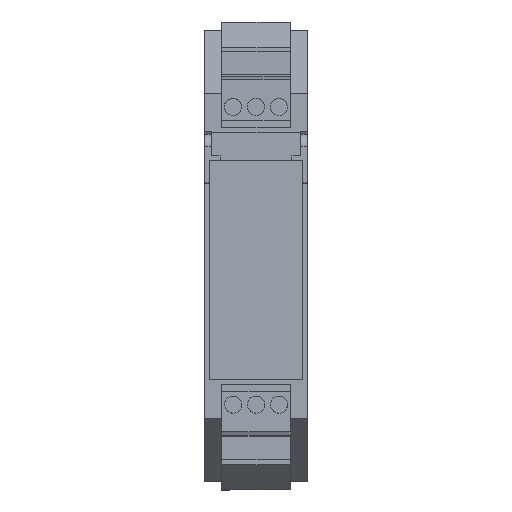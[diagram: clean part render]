
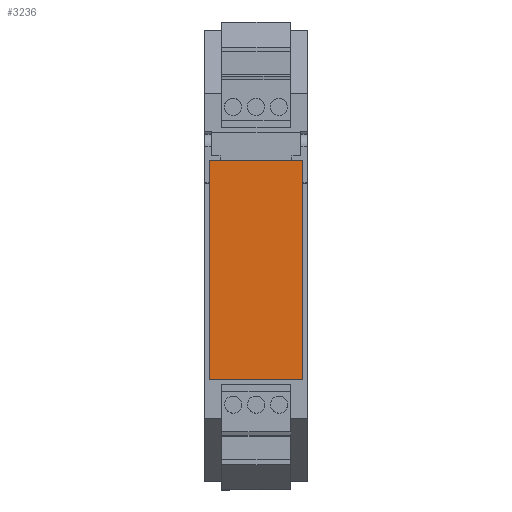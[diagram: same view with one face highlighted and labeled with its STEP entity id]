
A CAD part, top view. The second image highlights one B-rep face of the part: STEP entity #3236.
In plain terms, the highlighted planar face has unit normal (0, 0, 1).
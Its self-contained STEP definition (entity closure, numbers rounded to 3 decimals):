
#3200=AXIS2_PLACEMENT_3D('Plane Axis2P3D',#3197,#3198,#3199) ;
#3197=CARTESIAN_POINT('Axis2P3D Location',(-22.,-1.95,112.325)) ;
#3202=CARTESIAN_POINT('Line Origine',(1.2,48.65,112.325)) ;
#3206=CARTESIAN_POINT('Vertex',(1.2,72.9,112.325)) ;
#3208=CARTESIAN_POINT('Vertex',(1.2,24.4,112.325)) ;
#3211=CARTESIAN_POINT('Line Origine',(11.5,24.4,112.325)) ;
#3215=CARTESIAN_POINT('Vertex',(21.8,24.4,112.325)) ;
#3218=CARTESIAN_POINT('Line Origine',(21.8,48.65,112.325)) ;
#3222=CARTESIAN_POINT('Vertex',(21.8,72.9,112.325)) ;
#3225=CARTESIAN_POINT('Line Origine',(11.5,72.9,112.325)) ;
#3198=DIRECTION('Axis2P3D Direction',(0.,0.,1.)) ;
#3199=DIRECTION('Axis2P3D XDirection',(1.,0.,0.)) ;
#3203=DIRECTION('Vector Direction',(0.,-1.,0.)) ;
#3212=DIRECTION('Vector Direction',(-1.,0.,0.)) ;
#3219=DIRECTION('Vector Direction',(0.,1.,0.)) ;
#3226=DIRECTION('Vector Direction',(1.,0.,0.)) ;
#3204=VECTOR('Line Direction',#3203,1.) ;
#3213=VECTOR('Line Direction',#3212,1.) ;
#3220=VECTOR('Line Direction',#3219,1.) ;
#3227=VECTOR('Line Direction',#3226,1.) ;
#3231=ORIENTED_EDGE('',*,*,#3210,.T.) ;
#3232=ORIENTED_EDGE('',*,*,#3217,.T.) ;
#3233=ORIENTED_EDGE('',*,*,#3224,.T.) ;
#3234=ORIENTED_EDGE('',*,*,#3229,.T.) ;
#3236=ADVANCED_FACE('KOPFPLATTE',(#3235),#3201,.T.) ;
#3210=EDGE_CURVE('',#3207,#3209,#3205,.T.) ;
#3217=EDGE_CURVE('',#3209,#3216,#3214,.F.) ;
#3224=EDGE_CURVE('',#3216,#3223,#3221,.T.) ;
#3229=EDGE_CURVE('',#3223,#3207,#3228,.F.) ;
#3230=EDGE_LOOP('',(#3231,#3232,#3233,#3234)) ;
#3235=FACE_OUTER_BOUND('',#3230,.T.) ;
#3205=LINE('Line',#3202,#3204) ;
#3214=LINE('Line',#3211,#3213) ;
#3221=LINE('Line',#3218,#3220) ;
#3228=LINE('Line',#3225,#3227) ;
#3201=PLANE('',#3200) ;
#3207=VERTEX_POINT('',#3206) ;
#3209=VERTEX_POINT('',#3208) ;
#3216=VERTEX_POINT('',#3215) ;
#3223=VERTEX_POINT('',#3222) ;
